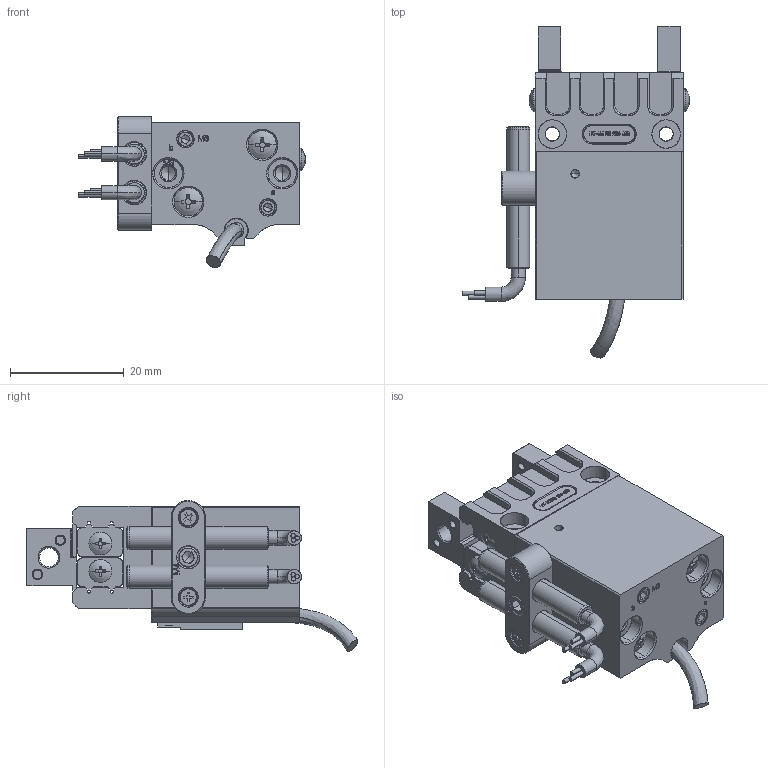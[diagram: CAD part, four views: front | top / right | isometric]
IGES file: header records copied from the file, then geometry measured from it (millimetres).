
Start section: SolidWorks IGES file using analytic representation for surfaces
Global section: file name: 0HFY-MPG-plus- 25-AS.IGS; native system: SolidWorks 2015; preprocessor: SolidWorks 2015; author: Administrator; date: 240127.180527; units: millimetre
Bounding box: 39.85 x 58.33 x 26.57 mm (x, y, z)
Surface area: 13400.5 mm2 (no closed solid volume)
Topology: 0 solids, 0 shells, 1616 faces, 16015 edges, 15977 vertices
Faces by surface type: bspline 1093, revolution 523
